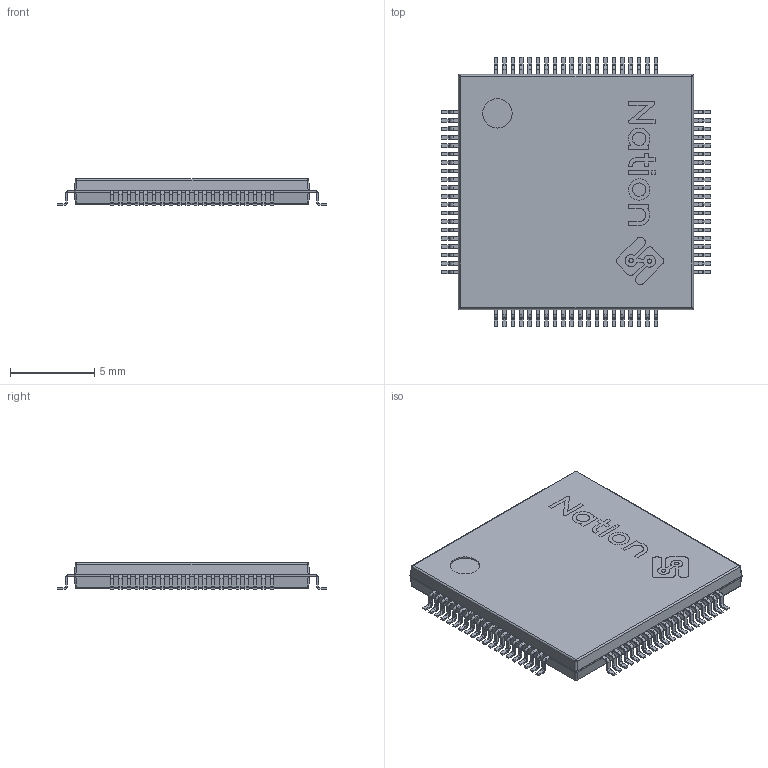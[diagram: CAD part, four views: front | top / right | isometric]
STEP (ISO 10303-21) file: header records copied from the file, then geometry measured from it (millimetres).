
FILE_DESCRIPTION (( 'STEP AP214' ), '1' );
FILE_NAME ('LQFP100-14x14.STEP', '2021-04-17T14:58:30', ( '' ), ( '' ), 'SwSTEP 2.0', 'SolidWorks 2015', '' );
FILE_SCHEMA (( 'AUTOMOTIVE_DESIGN' ));
Length unit declared in the file: millimetre
Products named in the file (8): Body_3; 4; 880032184; Open_CASCADE_STEP_translator_6.8_26.2.1; Leader_4; Leader_4_2; Open_CASCADE_STEP_translator_6.8_26.1; LQFP100-14x14
Assembly tree (85 placements, depth 4):
  LQFP100-14x14
    880032184
      Open_CASCADE_STEP_translator_6.8_26.1
      Body_3
        Open_CASCADE_STEP_translator_6.8_26.2.1
      Leader_4  x40
      Leader_4_2  x40
    4
Bounding box: 16 x 16 x 1.6 mm (x, y, z)
Volume: 303.2 mm3; surface area: 572.2 mm2
Topology: 92 solids, 93 shells, 1321 faces, 3351 edges, 2216 vertices
Faces by surface type: plane 896, cylinder 350, bspline 75
Entity records: 9775 total; most frequent: CARTESIAN_POINT 3091, ORIENTED_EDGE 1084, DIRECTION 925, EDGE_CURVE 543, VECTOR 347, LINE 347, VERTEX_POINT 344, AXIS2_PLACEMENT_3D 289
